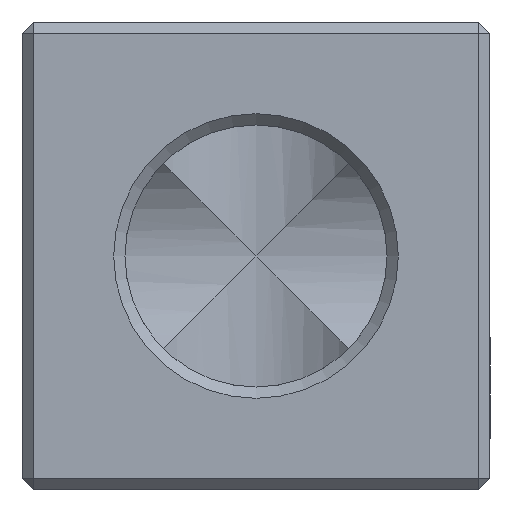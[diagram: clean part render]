
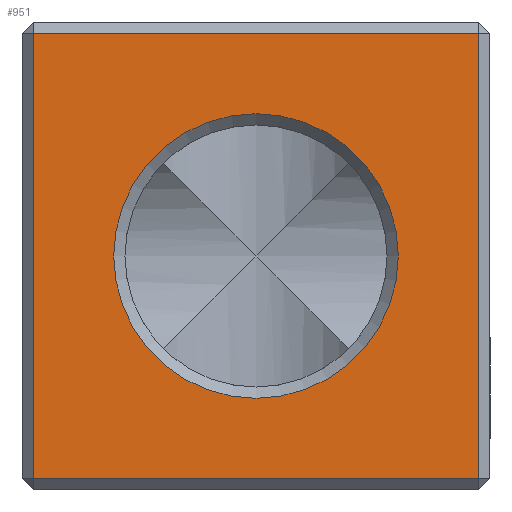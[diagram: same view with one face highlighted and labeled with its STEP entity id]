
A CAD part, left-side view. The second image highlights one B-rep face of the part: STEP entity #951.
In plain terms, the highlighted planar face has unit normal (-1, 0, 0).
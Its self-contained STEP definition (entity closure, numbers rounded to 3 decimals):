
#403 = VERTEX_POINT('',#404);
#404 = CARTESIAN_POINT('',(-25.,5.95,0.3));
#410 = EDGE_CURVE('',#403,#411,#413,.T.);
#411 = VERTEX_POINT('',#412);
#412 = CARTESIAN_POINT('',(-25.,5.95,12.2));
#413 = LINE('',#414,#415);
#414 = CARTESIAN_POINT('',(-25.,5.95,12.5));
#415 = VECTOR('',#416,1.);
#416 = DIRECTION('',(0.,0.,1.));
#644 = VERTEX_POINT('',#645);
#645 = CARTESIAN_POINT('',(-25.,-3.8,6.25));
#653 = EDGE_CURVE('',#644,#644,#654,.T.);
#654 = CIRCLE('',#655,3.8);
#655 = AXIS2_PLACEMENT_3D('',#656,#657,#658);
#656 = CARTESIAN_POINT('',(-25.,0.,6.25));
#657 = DIRECTION('',(-1.,0.,-0.));
#658 = DIRECTION('',(0.,1.,0.));
#951 = ADVANCED_FACE('',(#952,#977),#980,.T.);
#952 = FACE_BOUND('',#953,.T.);
#953 = EDGE_LOOP('',(#954,#962,#963,#971));
#954 = ORIENTED_EDGE('',*,*,#955,.F.);
#955 = EDGE_CURVE('',#411,#956,#958,.T.);
#956 = VERTEX_POINT('',#957);
#957 = CARTESIAN_POINT('',(-25.,-5.95,12.2));
#958 = LINE('',#959,#960);
#959 = CARTESIAN_POINT('',(-25.,-3.125,12.2));
#960 = VECTOR('',#961,1.);
#961 = DIRECTION('',(0.,-1.,0.));
#962 = ORIENTED_EDGE('',*,*,#410,.F.);
#963 = ORIENTED_EDGE('',*,*,#964,.F.);
#964 = EDGE_CURVE('',#965,#403,#967,.T.);
#965 = VERTEX_POINT('',#966);
#966 = CARTESIAN_POINT('',(-25.,-5.95,0.3));
#967 = LINE('',#968,#969);
#968 = CARTESIAN_POINT('',(-25.,-3.125,0.3));
#969 = VECTOR('',#970,1.);
#970 = DIRECTION('',(0.,1.,0.));
#971 = ORIENTED_EDGE('',*,*,#972,.F.);
#972 = EDGE_CURVE('',#956,#965,#973,.T.);
#973 = LINE('',#974,#975);
#974 = CARTESIAN_POINT('',(-25.,-5.95,12.5));
#975 = VECTOR('',#976,1.);
#976 = DIRECTION('',(0.,0.,-1.));
#977 = FACE_BOUND('',#978,.T.);
#978 = EDGE_LOOP('',(#979));
#979 = ORIENTED_EDGE('',*,*,#653,.F.);
#980 = PLANE('',#981);
#981 = AXIS2_PLACEMENT_3D('',#982,#983,#984);
#982 = CARTESIAN_POINT('',(-25.,-6.25,12.5));
#983 = DIRECTION('',(-1.,0.,-0.));
#984 = DIRECTION('',(0.,1.,0.));
